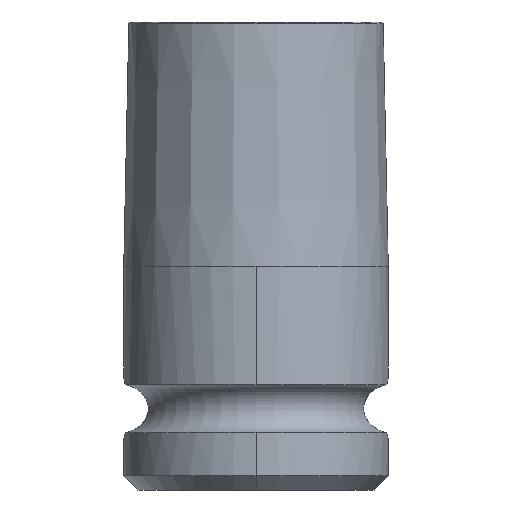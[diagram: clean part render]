
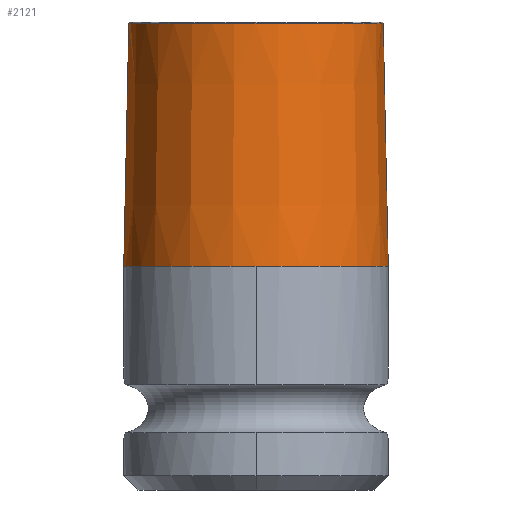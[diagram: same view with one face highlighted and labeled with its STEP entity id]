
A CAD part, left-side view. The second image highlights one B-rep face of the part: STEP entity #2121.
In plain terms, the highlighted conical face has half-angle 1.193 degrees and reference radius 6.375 mm.
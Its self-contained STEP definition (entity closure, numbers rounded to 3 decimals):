
#592=CARTESIAN_POINT('',(0.,0.,11.));
#593=DIRECTION('',(0.,0.,1.));
#594=DIRECTION('',(0.,1.,0.));
#595=AXIS2_PLACEMENT_3D('',#592,#593,#594);
#762=CARTESIAN_POINT('',(0.,0.,11.));
#763=DIRECTION('',(0.,0.,1.));
#764=DIRECTION('',(-1.,0.,0.));
#765=AXIS2_PLACEMENT_3D('',#762,#763,#764);
#953=DIRECTION('',(0.,-0.021,-1.));
#954=VECTOR('',#953,11.952);
#955=CARTESIAN_POINT('',(0.,-6.251,22.949));
#956=LINE('',#955,#954);
#957=DIRECTION('',(0.,0.021,-1.));
#958=VECTOR('',#957,11.952);
#959=CARTESIAN_POINT('',(0.,6.251,22.949));
#960=LINE('',#959,#958);
#961=CARTESIAN_POINT('',(0.,0.,22.949));
#962=DIRECTION('',(0.,0.,1.));
#963=DIRECTION('',(0.,1.,0.));
#964=AXIS2_PLACEMENT_3D('',#961,#962,#963);
#1167=CARTESIAN_POINT('',(0.,6.5,11.));
#1168=CARTESIAN_POINT('',(-6.5,0.,11.));
#1169=VERTEX_POINT('',#1167);
#1170=VERTEX_POINT('',#1168);
#1171=CARTESIAN_POINT('',(0.,-6.5,11.));
#1172=VERTEX_POINT('',#1171);
#1175=CARTESIAN_POINT('',(0.,6.251,
22.949));
#1176=VERTEX_POINT('',#1175);
#1177=CARTESIAN_POINT('',(0.,-6.251,
22.949));
#1178=VERTEX_POINT('',#1177);
#2108=CARTESIAN_POINT('',(0.,0.,16.974));
#2109=DIRECTION('',(0.,0.,-1.));
#2110=DIRECTION('',(0.,-1.,0.));
#2111=AXIS2_PLACEMENT_3D('',#2108,#2109,#2110);
#2112=CONICAL_SURFACE('',#2111,6.376,1.193);
#2113=ORIENTED_EDGE('',*,*,#1784,.F.);
#2114=ORIENTED_EDGE('',*,*,#2103,.F.);
#2116=ORIENTED_EDGE('',*,*,#2115,.T.);
#2117=ORIENTED_EDGE('',*,*,#2099,.T.);
#2118=ORIENTED_EDGE('',*,*,#1851,.F.);
#2119=EDGE_LOOP('',(#2113,#2114,#2116,#2117,#2118));
#2120=FACE_OUTER_BOUND('',#2119,.F.);
#2121=ADVANCED_FACE('',(#2120),#2112,.T.);
#596=CIRCLE('',#595,6.5);
#766=CIRCLE('',#765,6.5);
#965=CIRCLE('',#964,6.251);
#1784=EDGE_CURVE('',#1169,#1170,#596,.T.);
#1851=EDGE_CURVE('',#1170,#1172,#766,.T.);
#2099=EDGE_CURVE('',#1178,#1172,#956,.T.);
#2103=EDGE_CURVE('',#1176,#1169,#960,.T.);
#2115=EDGE_CURVE('',#1176,#1178,#965,.T.);
